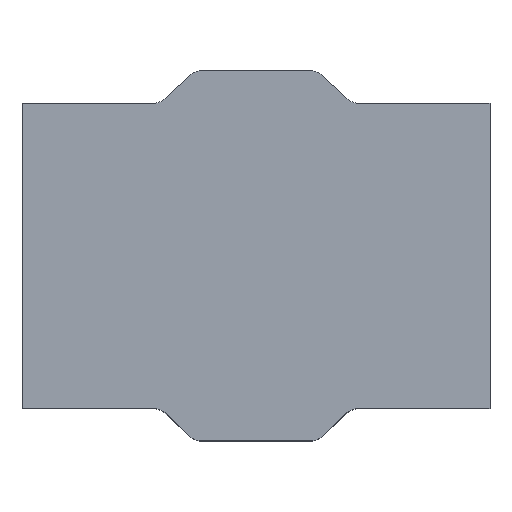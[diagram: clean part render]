
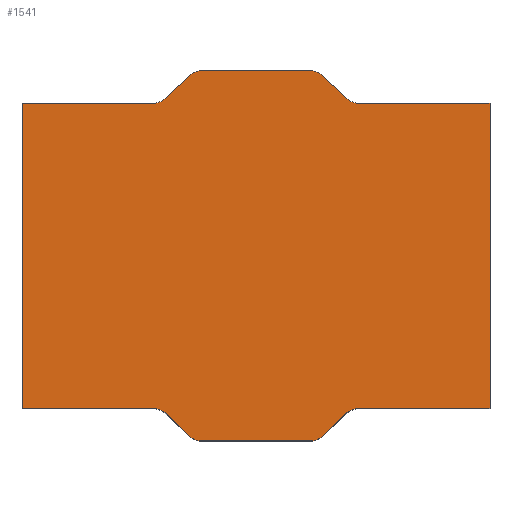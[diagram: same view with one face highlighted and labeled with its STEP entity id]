
A CAD part, top view. The second image highlights one B-rep face of the part: STEP entity #1541.
In plain terms, the highlighted planar face has unit normal (0, 0, 1).
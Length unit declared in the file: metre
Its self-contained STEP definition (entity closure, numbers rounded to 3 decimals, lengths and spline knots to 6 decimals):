
#92=CIRCLE('',#1773,0.0005);
#93=CIRCLE('',#1776,0.0005);
#94=CIRCLE('',#1779,0.0005);
#95=CIRCLE('',#1782,0.0005);
#96=CIRCLE('',#1787,0.0005);
#97=CIRCLE('',#1790,0.0005);
#98=CIRCLE('',#1793,0.0005);
#99=CIRCLE('',#1796,0.0005);
#232=ORIENTED_EDGE('',*,*,#592,.F.);
#233=ORIENTED_EDGE('',*,*,#595,.T.);
#234=ORIENTED_EDGE('',*,*,#597,.T.);
#235=ORIENTED_EDGE('',*,*,#599,.F.);
#236=ORIENTED_EDGE('',*,*,#601,.T.);
#237=ORIENTED_EDGE('',*,*,#603,.T.);
#238=ORIENTED_EDGE('',*,*,#605,.T.);
#239=ORIENTED_EDGE('',*,*,#607,.F.);
#240=ORIENTED_EDGE('',*,*,#609,.F.);
#241=ORIENTED_EDGE('',*,*,#611,.T.);
#242=ORIENTED_EDGE('',*,*,#613,.F.);
#243=ORIENTED_EDGE('',*,*,#615,.F.);
#244=ORIENTED_EDGE('',*,*,#617,.T.);
#245=ORIENTED_EDGE('',*,*,#619,.F.);
#246=ORIENTED_EDGE('',*,*,#621,.T.);
#247=ORIENTED_EDGE('',*,*,#623,.T.);
#248=ORIENTED_EDGE('',*,*,#625,.T.);
#249=ORIENTED_EDGE('',*,*,#627,.F.);
#250=ORIENTED_EDGE('',*,*,#629,.F.);
#251=ORIENTED_EDGE('',*,*,#631,.T.);
#592=EDGE_CURVE('',#812,#813,#940,.T.);
#595=EDGE_CURVE('',#812,#814,#943,.T.);
#597=EDGE_CURVE('',#814,#815,#945,.T.);
#599=EDGE_CURVE('',#816,#815,#92,.T.);
#601=EDGE_CURVE('',#816,#817,#948,.T.);
#603=EDGE_CURVE('',#817,#818,#93,.T.);
#605=EDGE_CURVE('',#818,#819,#951,.T.);
#607=EDGE_CURVE('',#820,#819,#94,.T.);
#609=EDGE_CURVE('',#821,#820,#954,.T.);
#611=EDGE_CURVE('',#821,#822,#95,.T.);
#613=EDGE_CURVE('',#823,#822,#957,.T.);
#615=EDGE_CURVE('',#824,#823,#959,.T.);
#617=EDGE_CURVE('',#824,#825,#961,.T.);
#619=EDGE_CURVE('',#826,#825,#96,.T.);
#621=EDGE_CURVE('',#826,#827,#964,.T.);
#623=EDGE_CURVE('',#827,#828,#97,.T.);
#625=EDGE_CURVE('',#828,#829,#967,.T.);
#627=EDGE_CURVE('',#830,#829,#98,.T.);
#629=EDGE_CURVE('',#831,#830,#970,.T.);
#631=EDGE_CURVE('',#831,#813,#99,.T.);
#812=VERTEX_POINT('',#2468);
#813=VERTEX_POINT('',#2469);
#814=VERTEX_POINT('',#2474);
#815=VERTEX_POINT('',#2478);
#816=VERTEX_POINT('',#2482);
#817=VERTEX_POINT('',#2486);
#818=VERTEX_POINT('',#2490);
#819=VERTEX_POINT('',#2494);
#820=VERTEX_POINT('',#2498);
#821=VERTEX_POINT('',#2502);
#822=VERTEX_POINT('',#2506);
#823=VERTEX_POINT('',#2510);
#824=VERTEX_POINT('',#2514);
#825=VERTEX_POINT('',#2518);
#826=VERTEX_POINT('',#2522);
#827=VERTEX_POINT('',#2526);
#828=VERTEX_POINT('',#2530);
#829=VERTEX_POINT('',#2534);
#830=VERTEX_POINT('',#2538);
#831=VERTEX_POINT('',#2542);
#940=LINE('',#2467,#1112);
#943=LINE('',#2473,#1115);
#945=LINE('',#2477,#1117);
#948=LINE('',#2485,#1120);
#951=LINE('',#2493,#1123);
#954=LINE('',#2501,#1126);
#957=LINE('',#2509,#1129);
#959=LINE('',#2513,#1131);
#961=LINE('',#2517,#1133);
#964=LINE('',#2525,#1136);
#967=LINE('',#2533,#1139);
#970=LINE('',#2541,#1142);
#1112=VECTOR('',#1968,1.);
#1115=VECTOR('',#1973,1.);
#1117=VECTOR('',#1977,1.);
#1120=VECTOR('',#1986,1.);
#1123=VECTOR('',#1995,1.);
#1126=VECTOR('',#2004,1.);
#1129=VECTOR('',#2013,1.);
#1131=VECTOR('',#2017,1.);
#1133=VECTOR('',#2021,1.);
#1136=VECTOR('',#2030,1.);
#1139=VECTOR('',#2039,1.);
#1142=VECTOR('',#2048,1.);
#1269=EDGE_LOOP('',(#232,#233,#234,#235,#236,#237,#238,#239,#240,#241,#242,
#243,#244,#245,#246,#247,#248,#249,#250,#251));
#1371=FACE_BOUND('',#1269,.T.);
#1457=PLANE('',#1797);
#1541=ADVANCED_FACE('',(#1371),#1457,.T.);
#1773=AXIS2_PLACEMENT_3D('',#2481,#1981,#1982);
#1776=AXIS2_PLACEMENT_3D('',#2489,#1990,#1991);
#1779=AXIS2_PLACEMENT_3D('',#2497,#1999,#2000);
#1782=AXIS2_PLACEMENT_3D('',#2505,#2008,#2009);
#1787=AXIS2_PLACEMENT_3D('',#2521,#2025,#2026);
#1790=AXIS2_PLACEMENT_3D('',#2529,#2034,#2035);
#1793=AXIS2_PLACEMENT_3D('',#2537,#2043,#2044);
#1796=AXIS2_PLACEMENT_3D('',#2545,#2052,#2053);
#1797=AXIS2_PLACEMENT_3D('',#2546,#2054,#2055);
#1968=DIRECTION('',(1.,0.,0.));
#1973=DIRECTION('',(0.,-1.,0.));
#1977=DIRECTION('',(1.,0.,0.));
#1981=DIRECTION('',(0.,0.,1.));
#1982=DIRECTION('',(1.,0.,0.));
#1986=DIRECTION('',(0.719,-0.695,0.));
#1990=DIRECTION('',(0.,0.,1.));
#1991=DIRECTION('',(1.,0.,0.));
#1995=DIRECTION('',(1.,0.,0.));
#1999=DIRECTION('',(0.,0.,-1.));
#2000=DIRECTION('',(1.,0.,0.));
#2004=DIRECTION('',(-0.719,-0.695,0.));
#2008=DIRECTION('',(0.,0.,-1.));
#2009=DIRECTION('',(1.,0.,0.));
#2013=DIRECTION('',(-1.,0.,0.));
#2017=DIRECTION('',(0.,-1.,0.));
#2021=DIRECTION('',(-1.,0.,0.));
#2025=DIRECTION('',(0.,0.,1.));
#2026=DIRECTION('',(1.,0.,0.));
#2030=DIRECTION('',(-0.719,0.695,0.));
#2034=DIRECTION('',(0.,0.,1.));
#2035=DIRECTION('',(1.,0.,0.));
#2039=DIRECTION('',(-1.,0.,0.));
#2043=DIRECTION('',(0.,0.,-1.));
#2044=DIRECTION('',(1.,0.,0.));
#2048=DIRECTION('',(0.719,0.695,0.));
#2052=DIRECTION('',(0.,0.,-1.));
#2053=DIRECTION('',(1.,0.,0.));
#2054=DIRECTION('',(0.,0.,1.));
#2055=DIRECTION('',(1.,0.,0.));
#2467=CARTESIAN_POINT('',(-0.004206,0.0038,0.));
#2468=CARTESIAN_POINT('',(-0.00583,0.0038,0.));
#2469=CARTESIAN_POINT('',(-0.002582,0.0038,0.));
#2473=CARTESIAN_POINT('',(-0.00583,0.,0.));
#2474=CARTESIAN_POINT('',(-0.00583,-0.0038,0.));
#2477=CARTESIAN_POINT('',(-0.004206,-0.0038,0.));
#2478=CARTESIAN_POINT('',(-0.002582,-0.0038,0.));
#2481=CARTESIAN_POINT('',(-0.002582,-0.0043,0.));
#2482=CARTESIAN_POINT('',(-0.002235,-0.00394,0.));
#2485=CARTESIAN_POINT('',(-0.001959,-0.004207,0.));
#2486=CARTESIAN_POINT('',(-0.001683,-0.004473,0.));
#2489=CARTESIAN_POINT('',(-0.001335,-0.004114,0.));
#2490=CARTESIAN_POINT('',(-0.001335,-0.004614,0.));
#2493=CARTESIAN_POINT('',(-0.000668,-0.004614,0.));
#2494=CARTESIAN_POINT('',(0.001335,-0.004614,0.));
#2497=CARTESIAN_POINT('',(0.001335,-0.004114,0.));
#2498=CARTESIAN_POINT('',(0.001683,-0.004473,0.));
#2501=CARTESIAN_POINT('',(0.001959,-0.004207,0.));
#2502=CARTESIAN_POINT('',(0.002235,-0.00394,0.));
#2505=CARTESIAN_POINT('',(0.002582,-0.0043,0.));
#2506=CARTESIAN_POINT('',(0.002582,-0.0038,0.));
#2509=CARTESIAN_POINT('',(0.004206,-0.0038,0.));
#2510=CARTESIAN_POINT('',(0.00583,-0.0038,0.));
#2513=CARTESIAN_POINT('',(0.00583,0.,0.));
#2514=CARTESIAN_POINT('',(0.00583,0.0038,0.));
#2517=CARTESIAN_POINT('',(0.004206,0.0038,0.));
#2518=CARTESIAN_POINT('',(0.002582,0.0038,0.));
#2521=CARTESIAN_POINT('',(0.002582,0.0043,0.));
#2522=CARTESIAN_POINT('',(0.002235,0.00394,0.));
#2525=CARTESIAN_POINT('',(0.001959,0.004207,0.));
#2526=CARTESIAN_POINT('',(0.001683,0.004473,0.));
#2529=CARTESIAN_POINT('',(0.001335,0.004114,0.));
#2530=CARTESIAN_POINT('',(0.001335,0.004614,0.));
#2533=CARTESIAN_POINT('',(0.000668,0.004614,0.));
#2534=CARTESIAN_POINT('',(-0.001335,0.004614,0.));
#2537=CARTESIAN_POINT('',(-0.001335,0.004114,0.));
#2538=CARTESIAN_POINT('',(-0.001683,0.004473,0.));
#2541=CARTESIAN_POINT('',(-0.001959,0.004207,0.));
#2542=CARTESIAN_POINT('',(-0.002235,0.00394,0.));
#2545=CARTESIAN_POINT('',(-0.002582,0.0043,0.));
#2546=CARTESIAN_POINT('',(0.,0.,0.));
